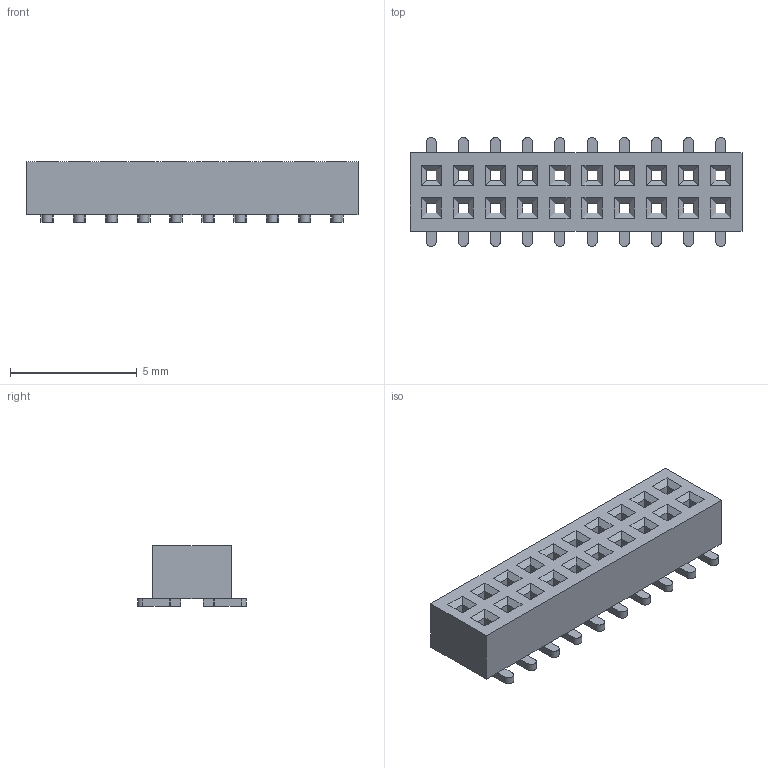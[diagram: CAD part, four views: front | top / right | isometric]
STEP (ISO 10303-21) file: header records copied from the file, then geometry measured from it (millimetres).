
FILE_DESCRIPTION(('FreeCAD Model'),'2;1');
FILE_NAME('Open CASCADE Shape Model','2023-09-27T10:49:01',( 'kicad StepUp'),('ksu MCAD'),'Open CASCADE STEP processor 7.6', 'FreeCAD','Unknown');
FILE_SCHEMA(('AUTOMOTIVE_DESIGN { 1 0 10303 214 1 1 1 1 }'));
Length unit declared in the file: millimetre
Products named in the file (1): Body001
Bounding box: 13.1 x 4.3 x 2.4 mm (x, y, z)
Volume: 81 mm3; surface area: 246.9 mm2
Topology: 1 solids, 1 shells, 446 faces, 1152 edges, 688 vertices
Faces by surface type: plane 426, cylinder 20
Entity records: 16242 total; most frequent: ORIENTED_EDGE 2304, CARTESIAN_POINT 2287, DIRECTION 2086, EDGE_CURVE 1152, LINE 1112, VECTOR 1112, VERTEX_POINT 688, AXIS2_PLACEMENT_3D 487
